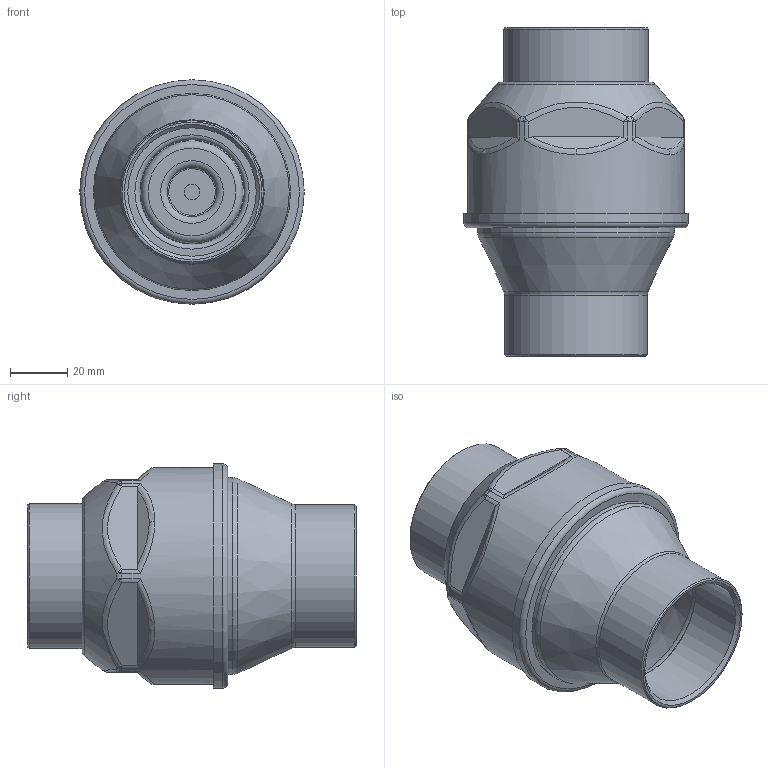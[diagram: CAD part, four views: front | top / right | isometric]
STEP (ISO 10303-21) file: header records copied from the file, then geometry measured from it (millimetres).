
FILE_DESCRIPTION(/* description */ ('Unknown','CAx-IF Rec.Pracs.---Representation and Presentation of Product Manufacturing Information (PMI)---4.0---2014-10-13','CAx-IF Rec.Pracs.---3D Tessellated Geometry---0.4---2014-09-14','2;1'),/* implementation_level */ '2;1');
FILE_NAME(/* name */ '9130-08',/* time_stamp */ '2023-10-24T09:48:12+02:00',/* author */ ('Unknown'),/* organization */ ('Unknown'),/* preprocessor_version */ 'ST-DEVELOPER v18.102',/* originating_system */ 'Solid Edge',/* authorisation */ 'Unknown');
FILE_SCHEMA (('AP242_MANAGED_MODEL_BASED_3D_ENGINEERING_MIM_LF { 1 0 10303 442 1 1 4 }'));
Length unit declared in the file: millimetre
Products named in the file (1): 9130-08
Bounding box: 78.6 x 115 x 78.6 mm (x, y, z)
Volume: 62165.5 mm3; surface area: 77547.1 mm2
Topology: 9 solids, 9 shells, 310 faces, 745 edges, 446 vertices
Faces by surface type: bspline 85, plane 83, cylinder 72, torus 57, cone 13
Full cylindrical faces by diameter (mm): 5.4 x1, 5.5 x1, 6 x1, 6.5 x1, 12 x2, 16.5 x1, 20 x1, 31.8 x1, 35.8 x1, 36.6 x1, 39 x1, 40 x1, 42.6 x1, 45 x2, 47.8 x1, 48.3 x1, 48.7 x1, 49 x1, 50 x2, 50.8 x1, 52.4 x1, 66 x1, 69 x1, 73 x1, 76 x1, 76.2 x1, 78.6 x1
Entity records: 12857 total; most frequent: CARTESIAN_POINT 6561, ORIENTED_EDGE 1282, DIRECTION 1136, EDGE_CURVE 641, AXIS2_PLACEMENT_3D 496, VERTEX_POINT 437, EDGE_LOOP 412, FACE_BOUND 412
